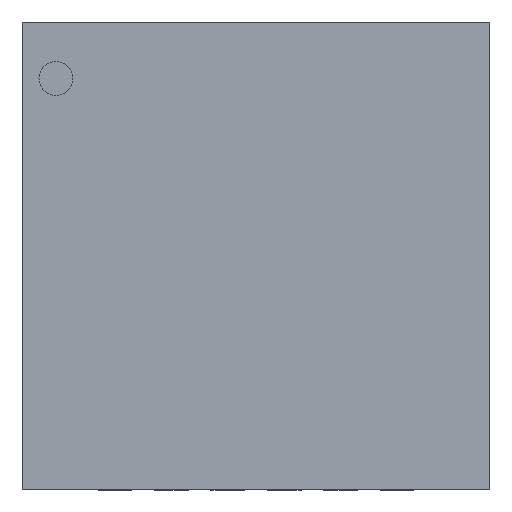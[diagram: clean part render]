
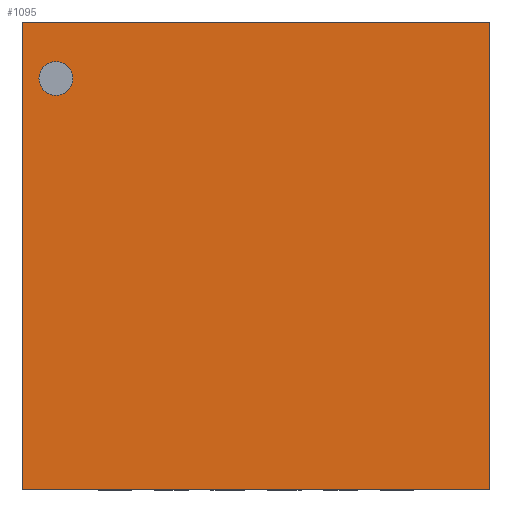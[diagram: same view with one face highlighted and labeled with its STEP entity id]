
A CAD part, top view. The second image highlights one B-rep face of the part: STEP entity #1095.
In plain terms, the highlighted planar face has unit normal (0, 0, 1).
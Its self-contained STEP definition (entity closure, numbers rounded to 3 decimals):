
#326=CARTESIAN_POINT('',(-1.625,1.575,0.8));
#327=VERTEX_POINT('',#326);
#336=CARTESIAN_POINT('',(-1.925,1.575,0.8));
#337=VERTEX_POINT('',#336);
#338=CARTESIAN_POINT('',(-1.775,1.575,0.8));
#339=DIRECTION('',(0.0,0.0,-1.0));
#340=DIRECTION('',(1.0,0.0,0.0));
#341=AXIS2_PLACEMENT_3D('',#338,#339,#340);
#342=CIRCLE('',#341,0.15);
#343=EDGE_CURVE('',#337,#327,#342,.T.);
#434=CARTESIAN_POINT('',(2.075,-2.075,0.8));
#435=VERTEX_POINT('',#434);
#442=CARTESIAN_POINT('',(-2.075,-2.075,0.8));
#443=VERTEX_POINT('',#442);
#444=CARTESIAN_POINT('',(2.075,-2.075,0.8));
#445=DIRECTION('',(-1.0,0.0,0.0));
#446=VECTOR('',#445,4.15);
#447=LINE('',#444,#446);
#448=EDGE_CURVE('',#435,#443,#447,.T.);
#649=CARTESIAN_POINT('',(-2.075,2.075,0.8));
#650=VERTEX_POINT('',#649);
#651=CARTESIAN_POINT('',(-2.075,-2.075,0.8));
#652=DIRECTION('',(0.0,1.0,0.0));
#653=VECTOR('',#652,4.15);
#654=LINE('',#651,#653);
#655=EDGE_CURVE('',#443,#650,#654,.T.);
#872=CARTESIAN_POINT('',(2.075,2.075,0.8));
#873=VERTEX_POINT('',#872);
#874=CARTESIAN_POINT('',(-2.075,2.075,0.8));
#875=DIRECTION('',(1.0,0.0,0.0));
#876=VECTOR('',#875,4.15);
#877=LINE('',#874,#876);
#878=EDGE_CURVE('',#650,#873,#877,.T.);
#1055=CARTESIAN_POINT('',(-1.775,1.575,0.8));
#1056=DIRECTION('',(0.0,0.0,-1.0));
#1057=DIRECTION('',(1.0,0.0,0.0));
#1058=AXIS2_PLACEMENT_3D('',#1055,#1056,#1057);
#1059=CIRCLE('',#1058,0.15);
#1060=EDGE_CURVE('',#327,#337,#1059,.T.);
#1075=CARTESIAN_POINT('',(0.,0.,0.8));
#1076=DIRECTION('',(0.0,0.0,1.0));
#1077=DIRECTION('',(1.0,0.0,0.0));
#1078=AXIS2_PLACEMENT_3D('',#1075,#1076,#1077);
#1079=PLANE('',#1078);
#1080=CARTESIAN_POINT('',(2.075,2.075,0.8));
#1081=DIRECTION('',(0.0,-1.0,0.0));
#1082=VECTOR('',#1081,4.15);
#1083=LINE('',#1080,#1082);
#1084=EDGE_CURVE('',#873,#435,#1083,.T.);
#1085=ORIENTED_EDGE('',*,*,#1084,.F.);
#1086=ORIENTED_EDGE('',*,*,#878,.F.);
#1087=ORIENTED_EDGE('',*,*,#655,.F.);
#1088=ORIENTED_EDGE('',*,*,#448,.F.);
#1089=EDGE_LOOP('',(#1085,#1086,#1087,#1088));
#1090=FACE_OUTER_BOUND('',#1089,.T.);
#1091=ORIENTED_EDGE('',*,*,#1060,.T.);
#1092=ORIENTED_EDGE('',*,*,#343,.T.);
#1093=EDGE_LOOP('',(#1091,#1092));
#1094=FACE_BOUND('',#1093,.T.);
#1095=ADVANCED_FACE('',(#1090,#1094),#1079,.T.);
